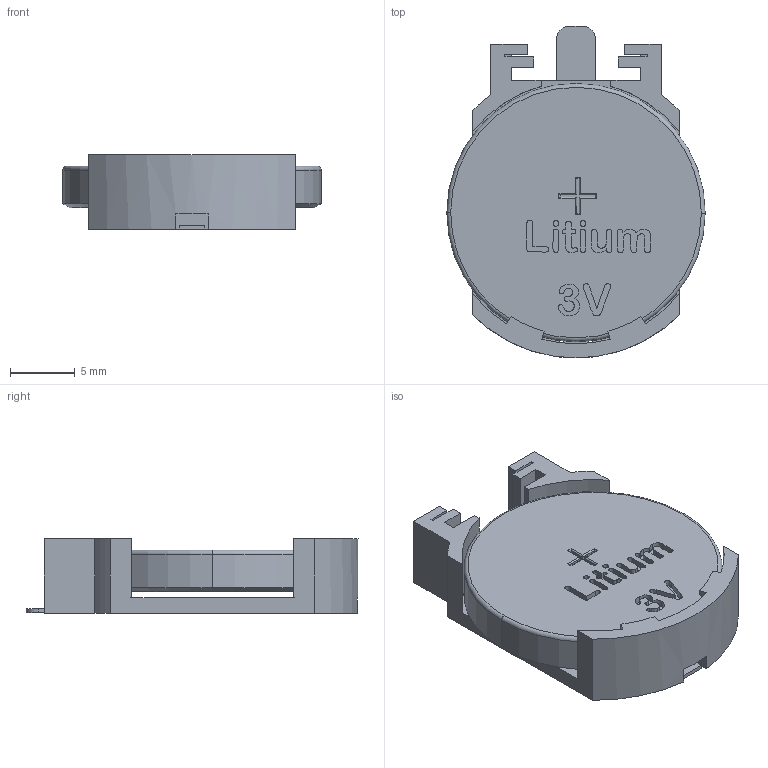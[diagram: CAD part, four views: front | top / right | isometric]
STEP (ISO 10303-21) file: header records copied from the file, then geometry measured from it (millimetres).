
FILE_DESCRIPTION (( 'STEP AP214' ), '1' );
FILE_NAME ('Battery Keeper 2032 PART.STEP', '2021-05-06T17:27:46', ( '' ), ( '' ), 'SwSTEP 2.0', 'SolidWorks 2017', '' );
FILE_SCHEMA (( 'AUTOMOTIVE_DESIGN' ));
Length unit declared in the file: millimetre
Products named in the file (1): Battery Keeper 2032 PART
Bounding box: 20 x 25.7 x 5.8 mm (x, y, z)
Volume: 1599.3 mm3; surface area: 2137.9 mm2
Topology: 2 solids, 2 shells, 247 faces, 684 edges, 450 vertices
Faces by surface type: plane 124, bspline 91, cylinder 26, cone 4, torus 2
Entity records: 14024 total; most frequent: CARTESIAN_POINT 5557, ORIENTED_EDGE 1368, DIRECTION 852, EDGE_CURVE 684, VERTEX_POINT 450, VECTOR 442, LINE 442, EDGE_LOOP 266
